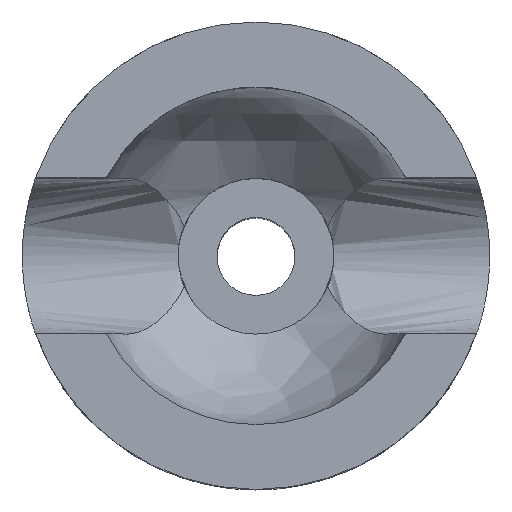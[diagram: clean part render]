
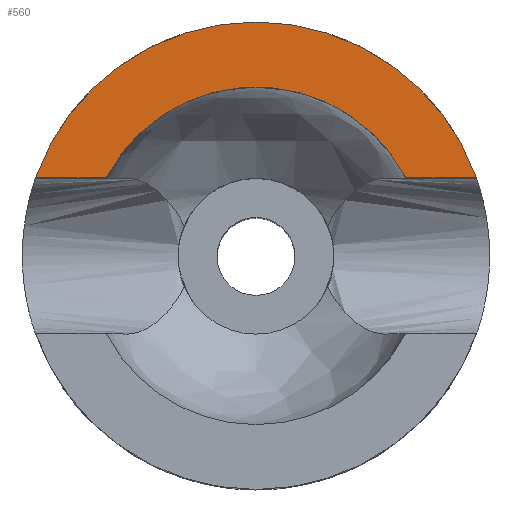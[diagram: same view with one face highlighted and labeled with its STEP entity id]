
A CAD part, top view. The second image highlights one B-rep face of the part: STEP entity #560.
In plain terms, the highlighted free-form (B-spline) face has degree [1, 1] with [2, 2] control points.
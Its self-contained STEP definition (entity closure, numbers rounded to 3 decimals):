
#13=B_SPLINE_SURFACE_WITH_KNOTS('',1,1,((#1150,#1151),(#1152,#1153)),
 .PLANE_SURF.,.F.,.F.,.F.,(2,2),(2,2),(0.,1.),(0.,1.),.UNSPECIFIED.);
#26=LINE('',#1154,#42);
#27=LINE('',#1158,#43);
#42=VECTOR('',#683,1000.);
#43=VECTOR('',#686,1000.);
#66=CIRCLE('',#605,9.);
#77=CIRCLE('',#616,6.5);
#78=CIRCLE('',#617,9.);
#168=ORIENTED_EDGE('',*,*,#311,.F.);
#169=ORIENTED_EDGE('',*,*,#333,.F.);
#170=ORIENTED_EDGE('',*,*,#334,.F.);
#171=ORIENTED_EDGE('',*,*,#335,.F.);
#172=ORIENTED_EDGE('',*,*,#336,.F.);
#311=EDGE_CURVE('',#398,#399,#66,.F.);
#333=EDGE_CURVE('',#413,#398,#26,.T.);
#334=EDGE_CURVE('',#414,#413,#77,.T.);
#335=EDGE_CURVE('',#415,#414,#27,.T.);
#336=EDGE_CURVE('',#399,#415,#78,.F.);
#398=VERTEX_POINT('',#1050);
#399=VERTEX_POINT('',#1051);
#413=VERTEX_POINT('',#1155);
#414=VERTEX_POINT('',#1157);
#415=VERTEX_POINT('',#1159);
#460=EDGE_LOOP('',(#168,#169,#170,#171,#172));
#500=FACE_BOUND('',#460,.T.);
#560=ADVANCED_FACE('',(#500),#13,.F.);
#605=AXIS2_PLACEMENT_3D('',#1049,#659,#660);
#616=AXIS2_PLACEMENT_3D('',#1156,#684,#685);
#617=AXIS2_PLACEMENT_3D('',#1160,#687,#688);
#659=DIRECTION('',(0.,0.,1.));
#660=DIRECTION('',(0.,-1.,0.));
#683=DIRECTION('',(-1.,0.,0.));
#684=DIRECTION('',(0.,0.,1.));
#685=DIRECTION('',(0.,-1.,0.));
#686=DIRECTION('',(-1.,0.,0.));
#687=DIRECTION('',(0.,0.,1.));
#688=DIRECTION('',(0.,-1.,0.));
#1049=CARTESIAN_POINT('',(0.,0.,17.));
#1050=CARTESIAN_POINT('',(-8.485,3.,17.));
#1051=CARTESIAN_POINT('',(0.,9.,17.));
#1150=CARTESIAN_POINT('',(-9.446,9.338,17.));
#1151=CARTESIAN_POINT('',(-9.446,2.698,17.));
#1152=CARTESIAN_POINT('',(9.446,9.338,17.));
#1153=CARTESIAN_POINT('',(9.446,2.698,17.));
#1154=CARTESIAN_POINT('',(12.5,3.,17.));
#1155=CARTESIAN_POINT('',(-5.766,3.,17.));
#1156=CARTESIAN_POINT('',(0.,0.,17.));
#1157=CARTESIAN_POINT('',(5.766,3.,17.));
#1158=CARTESIAN_POINT('',(12.5,3.,17.));
#1159=CARTESIAN_POINT('',(8.485,3.,17.));
#1160=CARTESIAN_POINT('',(0.,0.,17.));
